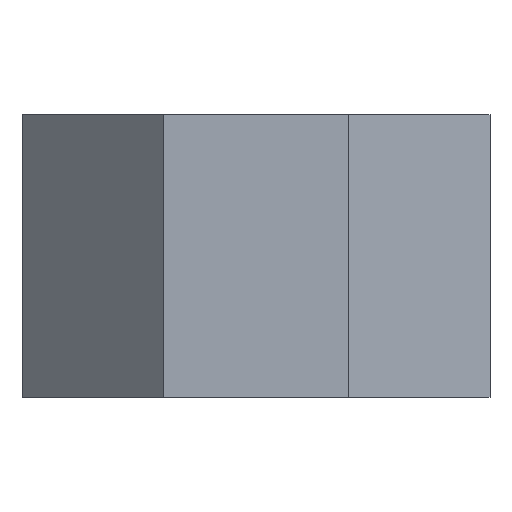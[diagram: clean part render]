
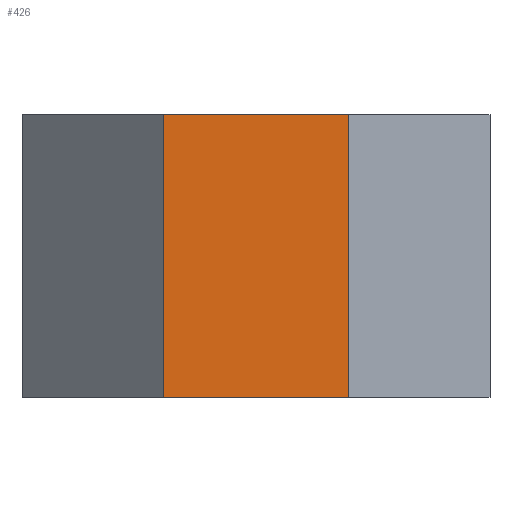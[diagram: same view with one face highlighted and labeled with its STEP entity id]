
A CAD part, front view. The second image highlights one B-rep face of the part: STEP entity #426.
In plain terms, the highlighted planar face has unit normal (0, -1, 0).
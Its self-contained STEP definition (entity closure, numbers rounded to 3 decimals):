
#293=CARTESIAN_POINT('',(0.95,-8.65,3.0));
#294=VERTEX_POINT('',#293);
#301=CARTESIAN_POINT('',(0.95,-8.65,-3.0));
#302=VERTEX_POINT('',#301);
#303=CARTESIAN_POINT('',(0.95,-8.65,3.0));
#304=DIRECTION('',(0.0,0.0,-1.0));
#305=VECTOR('',#304,6.0);
#306=LINE('',#303,#305);
#307=EDGE_CURVE('',#294,#302,#306,.T.);
#332=CARTESIAN_POINT('',(-3.,-8.65,-3.0));
#333=VERTEX_POINT('',#332);
#334=CARTESIAN_POINT('',(0.95,-8.65,-3.0));
#335=DIRECTION('',(-1.0,0.0,0.0));
#336=VECTOR('',#335,3.95);
#337=LINE('',#334,#336);
#338=EDGE_CURVE('',#302,#333,#337,.T.);
#403=CARTESIAN_POINT('',(3.95,-8.65,-3.0));
#404=DIRECTION('',(0.0,-1.0,0.0));
#405=DIRECTION('',(0.0,0.0,-1.0));
#406=AXIS2_PLACEMENT_3D('',#403,#404,#405);
#407=PLANE('',#406);
#408=ORIENTED_EDGE('',*,*,#307,.F.);
#409=CARTESIAN_POINT('',(-3.,-8.65,3.0));
#410=VERTEX_POINT('',#409);
#411=CARTESIAN_POINT('',(0.95,-8.65,3.0));
#412=DIRECTION('',(-1.0,0.0,0.0));
#413=VECTOR('',#412,3.95);
#414=LINE('',#411,#413);
#415=EDGE_CURVE('',#294,#410,#414,.T.);
#416=ORIENTED_EDGE('',*,*,#415,.T.);
#417=CARTESIAN_POINT('',(-3.,-8.65,-3.0));
#418=DIRECTION('',(0.0,0.0,1.0));
#419=VECTOR('',#418,6.0);
#420=LINE('',#417,#419);
#421=EDGE_CURVE('',#333,#410,#420,.T.);
#422=ORIENTED_EDGE('',*,*,#421,.F.);
#423=ORIENTED_EDGE('',*,*,#338,.F.);
#424=EDGE_LOOP('',(#408,#416,#422,#423));
#425=FACE_OUTER_BOUND('',#424,.T.);
#426=ADVANCED_FACE('',(#425),#407,.T.);
